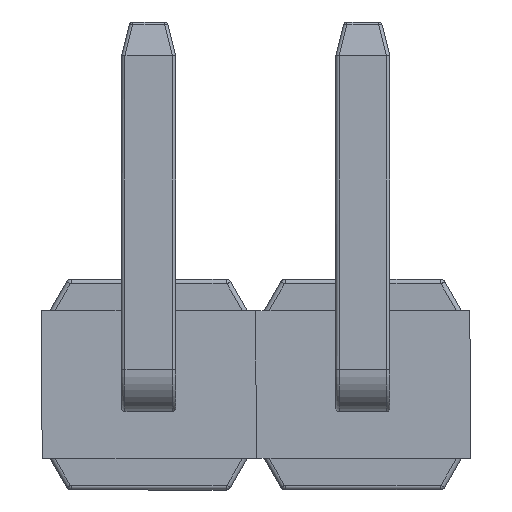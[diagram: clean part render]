
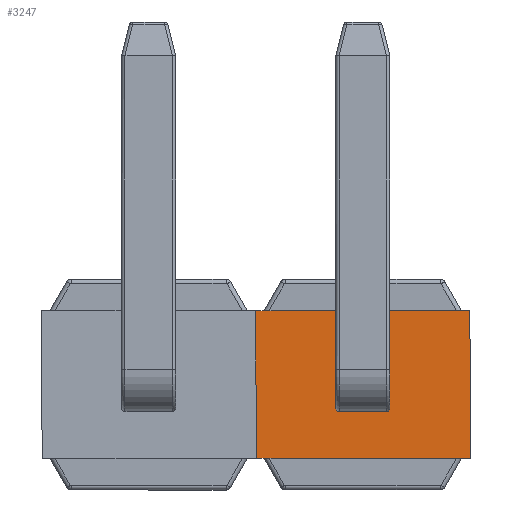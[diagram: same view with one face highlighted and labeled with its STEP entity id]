
A CAD part, front view. The second image highlights one B-rep face of the part: STEP entity #3247.
In plain terms, the highlighted planar face has unit normal (0, -1, 0).
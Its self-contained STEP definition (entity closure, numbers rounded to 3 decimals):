
#75 = CARTESIAN_POINT ( 'NONE',  ( 0.28, -0.85, 0.32 ) ) ;
#79 = EDGE_CURVE ( 'NONE', #1250, #928, #2075, .T. ) ;
#200 = VECTOR ( 'NONE', #4261, 1000. ) ;
#214 = CARTESIAN_POINT ( 'NONE',  ( -1.27, -0.85, 0.875 ) ) ;
#359 = VECTOR ( 'NONE', #2825, 1000. ) ;
#387 = DIRECTION ( 'NONE',  ( 0., 1., 0. ) ) ;
#392 = CARTESIAN_POINT ( 'NONE',  ( 1.277, -0.85, -0.875 ) ) ;
#444 = EDGE_CURVE ( 'NONE', #3071, #3675, #2948, .T. ) ;
#482 = CARTESIAN_POINT ( 'NONE',  ( -0.28, -0.85, -0.32 ) ) ;
#492 = CARTESIAN_POINT ( 'NONE',  ( 1.17, -0.85, 0.875 ) ) ;
#521 = DIRECTION ( 'NONE',  ( -0.004, 0., 1. ) ) ;
#591 = VERTEX_POINT ( 'NONE', #3479 ) ;
#594 = CARTESIAN_POINT ( 'NONE',  ( 0.32, -0.85, 0.28 ) ) ;
#780 = EDGE_CURVE ( 'NONE', #3381, #3282, #4879, .T. ) ;
#783 = LINE ( 'NONE', #482, #2041 ) ;
#860 = CARTESIAN_POINT ( 'NONE',  ( -1.17, -0.85, 0.875 ) ) ;
#868 = VECTOR ( 'NONE', #2524, 1000. ) ;
#928 = VERTEX_POINT ( 'NONE', #2707 ) ;
#994 = VERTEX_POINT ( 'NONE', #594 ) ;
#1005 = CARTESIAN_POINT ( 'NONE',  ( -1.27, -0.85, 0.875 ) ) ;
#1044 = CARTESIAN_POINT ( 'NONE',  ( 1.27, -0.85, 0.875 ) ) ;
#1250 = VERTEX_POINT ( 'NONE', #5610 ) ;
#1253 = EDGE_CURVE ( 'NONE', #3675, #3381, #1814, .T. ) ;
#1319 = LINE ( 'NONE', #2161, #4185 ) ;
#1333 = VERTEX_POINT ( 'NONE', #6067 ) ;
#1419 = DIRECTION ( 'NONE',  ( 1., 0., 0. ) ) ;
#1528 = VECTOR ( 'NONE', #6812, 1000. ) ;
#1585 = CARTESIAN_POINT ( 'NONE',  ( 0.28, -0.85, 0.28 ) ) ;
#1668 = LINE ( 'NONE', #1005, #200 ) ;
#1814 = LINE ( 'NONE', #3020, #359 ) ;
#1826 = VERTEX_POINT ( 'NONE', #492 ) ;
#1885 = EDGE_CURVE ( 'NONE', #6764, #3804, #4605, .T. ) ;
#1893 = DIRECTION ( 'NONE',  ( 0., 1., 0. ) ) ;
#1940 = AXIS2_PLACEMENT_3D ( 'NONE', #1585, #5378, #2118 ) ;
#2041 = VECTOR ( 'NONE', #4828, 1000. ) ;
#2075 = LINE ( 'NONE', #1044, #4803 ) ;
#2118 = DIRECTION ( 'NONE',  ( 0., 0., 1. ) ) ;
#2155 = EDGE_CURVE ( 'NONE', #3804, #5007, #783, .T. ) ;
#2161 = CARTESIAN_POINT ( 'NONE',  ( 0.32, -0.85, -0.28 ) ) ;
#2404 = DIRECTION ( 'NONE',  ( -1., 0., 0. ) ) ;
#2481 = EDGE_CURVE ( 'NONE', #5007, #5492, #5583, .T. ) ;
#2524 = DIRECTION ( 'NONE',  ( -1., 0., 0. ) ) ;
#2535 = CARTESIAN_POINT ( 'NONE',  ( 0., -0.85, 0. ) ) ;
#2605 = DIRECTION ( 'NONE',  ( 0., 1., 0. ) ) ;
#2707 = CARTESIAN_POINT ( 'NONE',  ( 1.27, -0.85, 0.875 ) ) ;
#2716 = EDGE_CURVE ( 'NONE', #5492, #1333, #3915, .T. ) ;
#2762 = ORIENTED_EDGE ( 'NONE', *, *, #2481, .T. ) ;
#2805 = CARTESIAN_POINT ( 'NONE',  ( -1.17, -0.85, -0.875 ) ) ;
#2825 = DIRECTION ( 'NONE',  ( 1., 0., 0. ) ) ;
#2838 = ORIENTED_EDGE ( 'NONE', *, *, #4892, .T. ) ;
#2879 = AXIS2_PLACEMENT_3D ( 'NONE', #5705, #5682, #5626 ) ;
#2880 = ORIENTED_EDGE ( 'NONE', *, *, #4839, .T. ) ;
#2909 = CARTESIAN_POINT ( 'NONE',  ( -1.27, -0.85, 0.875 ) ) ;
#2948 = LINE ( 'NONE', #4254, #3108 ) ;
#2973 = FACE_OUTER_BOUND ( 'NONE', #4533, .T. ) ;
#2991 = ORIENTED_EDGE ( 'NONE', *, *, #79, .T. ) ;
#3020 = CARTESIAN_POINT ( 'NONE',  ( 1.277, -0.85, -0.875 ) ) ;
#3071 = VERTEX_POINT ( 'NONE', #2909 ) ;
#3085 = ORIENTED_EDGE ( 'NONE', *, *, #3977, .T. ) ;
#3108 = VECTOR ( 'NONE', #4913, 1000. ) ;
#3118 = CARTESIAN_POINT ( 'NONE',  ( 0.32, -0.85, -0.28 ) ) ;
#3125 = VECTOR ( 'NONE', #1419, 1000. ) ;
#3247 = ADVANCED_FACE ( 'NONE', ( #4396, #2973 ), #6726, .F. ) ;
#3260 = EDGE_CURVE ( 'NONE', #1333, #591, #4213, .T. ) ;
#3282 = VERTEX_POINT ( 'NONE', #5303 ) ;
#3372 = LINE ( 'NONE', #3907, #6095 ) ;
#3381 = VERTEX_POINT ( 'NONE', #2805 ) ;
#3479 = CARTESIAN_POINT ( 'NONE',  ( -0.28, -0.85, 0.32 ) ) ;
#3572 = ORIENTED_EDGE ( 'NONE', *, *, #1885, .T. ) ;
#3618 = ORIENTED_EDGE ( 'NONE', *, *, #3670, .T. ) ;
#3670 = EDGE_CURVE ( 'NONE', #591, #4514, #5759, .T. ) ;
#3675 = VERTEX_POINT ( 'NONE', #5708 ) ;
#3695 = ORIENTED_EDGE ( 'NONE', *, *, #5012, .T. ) ;
#3759 = CARTESIAN_POINT ( 'NONE',  ( -0.32, -0.85, -0.28 ) ) ;
#3804 = VERTEX_POINT ( 'NONE', #5391 ) ;
#3907 = CARTESIAN_POINT ( 'NONE',  ( 1.277, -0.85, -0.875 ) ) ;
#3915 = LINE ( 'NONE', #3759, #1528 ) ;
#3977 = EDGE_CURVE ( 'NONE', #4514, #994, #4717, .T. ) ;
#4078 = VECTOR ( 'NONE', #2404, 1000. ) ;
#4182 = DIRECTION ( 'NONE',  ( 0., 0., 1. ) ) ;
#4185 = VECTOR ( 'NONE', #5413, 1000. ) ;
#4213 = CIRCLE ( 'NONE', #4294, 0.04 ) ;
#4254 = CARTESIAN_POINT ( 'NONE',  ( -1.263, -0.85, -0.875 ) ) ;
#4261 = DIRECTION ( 'NONE',  ( -1., 0., 0. ) ) ;
#4294 = AXIS2_PLACEMENT_3D ( 'NONE', #5779, #2605, #6248 ) ;
#4367 = VERTEX_POINT ( 'NONE', #860 ) ;
#4396 = FACE_BOUND ( 'NONE', #6024, .T. ) ;
#4452 = DIRECTION ( 'NONE',  ( 1., 0., 0. ) ) ;
#4508 = ORIENTED_EDGE ( 'NONE', *, *, #3260, .T. ) ;
#4514 = VERTEX_POINT ( 'NONE', #75 ) ;
#4533 = EDGE_LOOP ( 'NONE', ( #6795, #5429, #4537, #3695, #2991, #2880, #6850, #6002 ) ) ;
#4537 = ORIENTED_EDGE ( 'NONE', *, *, #780, .T. ) ;
#4605 = CIRCLE ( 'NONE', #2879, 0.04 ) ;
#4664 = AXIS2_PLACEMENT_3D ( 'NONE', #2535, #387, #4182 ) ;
#4717 = CIRCLE ( 'NONE', #1940, 0.04 ) ;
#4803 = VECTOR ( 'NONE', #521, 1000. ) ;
#4828 = DIRECTION ( 'NONE',  ( -1., 0., 0. ) ) ;
#4839 = EDGE_CURVE ( 'NONE', #928, #1826, #1668, .T. ) ;
#4879 = LINE ( 'NONE', #392, #6178 ) ;
#4892 = EDGE_CURVE ( 'NONE', #994, #6764, #1319, .T. ) ;
#4913 = DIRECTION ( 'NONE',  ( 0.004, 0., -1. ) ) ;
#4971 = CARTESIAN_POINT ( 'NONE',  ( -0.32, -0.85, -0.28 ) ) ;
#5007 = VERTEX_POINT ( 'NONE', #5958 ) ;
#5012 = EDGE_CURVE ( 'NONE', #3282, #1250, #3372, .T. ) ;
#5148 = CARTESIAN_POINT ( 'NONE',  ( -0.28, -0.85, -0.28 ) ) ;
#5202 = LINE ( 'NONE', #5227, #868 ) ;
#5227 = CARTESIAN_POINT ( 'NONE',  ( -1.27, -0.85, 0.875 ) ) ;
#5303 = CARTESIAN_POINT ( 'NONE',  ( 1.17, -0.85, -0.875 ) ) ;
#5367 = ORIENTED_EDGE ( 'NONE', *, *, #2716, .T. ) ;
#5378 = DIRECTION ( 'NONE',  ( 0., 1., 0. ) ) ;
#5391 = CARTESIAN_POINT ( 'NONE',  ( 0.28, -0.85, -0.32 ) ) ;
#5413 = DIRECTION ( 'NONE',  ( 0., 0., -1. ) ) ;
#5429 = ORIENTED_EDGE ( 'NONE', *, *, #1253, .T. ) ;
#5492 = VERTEX_POINT ( 'NONE', #4971 ) ;
#5583 = CIRCLE ( 'NONE', #5778, 0.04 ) ;
#5610 = CARTESIAN_POINT ( 'NONE',  ( 1.277, -0.85, -0.875 ) ) ;
#5626 = DIRECTION ( 'NONE',  ( 0., 0., 1. ) ) ;
#5643 = DIRECTION ( 'NONE',  ( 0., 0., 1. ) ) ;
#5682 = DIRECTION ( 'NONE',  ( 0., 1., 0. ) ) ;
#5705 = CARTESIAN_POINT ( 'NONE',  ( 0.28, -0.85, -0.28 ) ) ;
#5708 = CARTESIAN_POINT ( 'NONE',  ( -1.263, -0.85, -0.875 ) ) ;
#5759 = LINE ( 'NONE', #6172, #3125 ) ;
#5778 = AXIS2_PLACEMENT_3D ( 'NONE', #5148, #1893, #5643 ) ;
#5779 = CARTESIAN_POINT ( 'NONE',  ( -0.28, -0.85, 0.28 ) ) ;
#5958 = CARTESIAN_POINT ( 'NONE',  ( -0.28, -0.85, -0.32 ) ) ;
#6002 = ORIENTED_EDGE ( 'NONE', *, *, #6552, .T. ) ;
#6024 = EDGE_LOOP ( 'NONE', ( #3572, #6233, #2762, #5367, #4508, #3618, #3085, #2838 ) ) ;
#6067 = CARTESIAN_POINT ( 'NONE',  ( -0.32, -0.85, 0.28 ) ) ;
#6095 = VECTOR ( 'NONE', #4452, 1000. ) ;
#6098 = EDGE_CURVE ( 'NONE', #1826, #4367, #5202, .T. ) ;
#6172 = CARTESIAN_POINT ( 'NONE',  ( -0.28, -0.85, 0.32 ) ) ;
#6178 = VECTOR ( 'NONE', #6709, 1000. ) ;
#6233 = ORIENTED_EDGE ( 'NONE', *, *, #2155, .T. ) ;
#6248 = DIRECTION ( 'NONE',  ( 0., 0., 1. ) ) ;
#6552 = EDGE_CURVE ( 'NONE', #4367, #3071, #6793, .T. ) ;
#6709 = DIRECTION ( 'NONE',  ( 1., 0., 0. ) ) ;
#6726 = PLANE ( 'NONE',  #4664 ) ;
#6764 = VERTEX_POINT ( 'NONE', #3118 ) ;
#6793 = LINE ( 'NONE', #214, #4078 ) ;
#6795 = ORIENTED_EDGE ( 'NONE', *, *, #444, .T. ) ;
#6812 = DIRECTION ( 'NONE',  ( 0., 0., 1. ) ) ;
#6850 = ORIENTED_EDGE ( 'NONE', *, *, #6098, .T. ) ;
